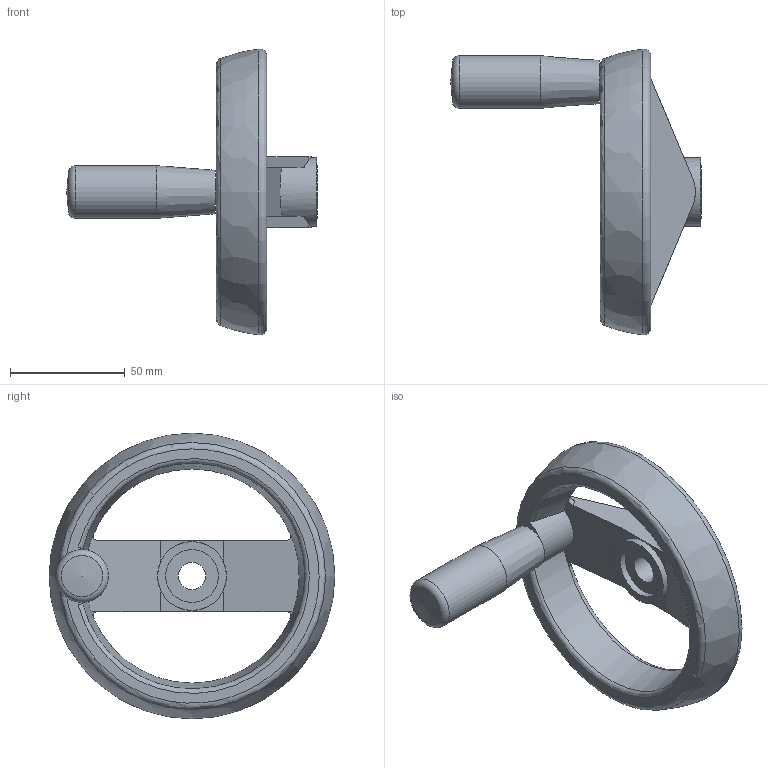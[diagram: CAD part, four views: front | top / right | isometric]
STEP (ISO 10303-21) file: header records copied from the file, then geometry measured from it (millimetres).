
FILE_DESCRIPTION(/* description */ (''),/* implementation_level */ '2;1');
FILE_NAME(/* name */ 'TW125',/* time_stamp */ '2012-11-23T16:27:18+08:00',/* author */ (''),/* organization */ (''),/* preprocessor_version */ 'ST-DEVELOPER v9',/* originating_system */ 'UGS - NX 4.0',/* authorisation */ '');
FILE_SCHEMA (('CONFIG_CONTROL_DESIGN'));
Length unit declared in the file: millimetre
Products named in the file (1): Admi1DBDxm55
Bounding box: 109.25 x 124.73 x 124.76 mm (x, y, z)
Volume: 151088 mm3; surface area: 37877.3 mm2
Topology: 1 solids, 1 shells, 51 faces, 137 edges, 89 vertices
Faces by surface type: plane 25, cylinder 10, bspline 7, torus 6, cone 2, sphere 1
Full cylindrical faces by diameter (mm): 10 x1, 12 x1, 23 x3, 30 x2
Entity records: 1886 total; most frequent: CARTESIAN_POINT 654, ORIENTED_EDGE 238, DIRECTION 214, EDGE_CURVE 119, AXIS2_PLACEMENT_3D 85, VERTEX_POINT 84, EDGE_LOOP 71, ADVANCED_FACE 51
